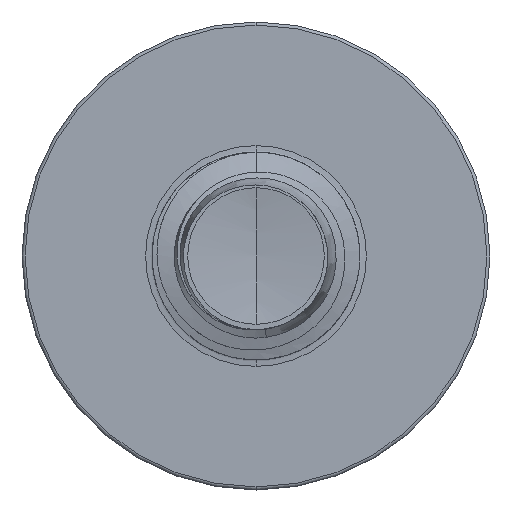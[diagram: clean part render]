
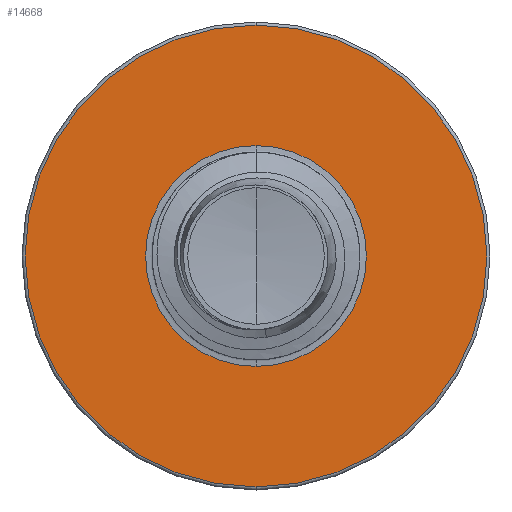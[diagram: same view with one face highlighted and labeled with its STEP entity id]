
A CAD part, front view. The second image highlights one B-rep face of the part: STEP entity #14668.
In plain terms, the highlighted planar face has unit normal (0, -1, 0).
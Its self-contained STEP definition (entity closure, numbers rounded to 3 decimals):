
#719 = DIRECTION ( 'NONE',  ( 0., 1., 0. ) ) ;
#1693 = AXIS2_PLACEMENT_3D ( 'NONE', #21304, #10416, #23103 ) ;
#1933 = DIRECTION ( 'NONE',  ( 0., 1., 0. ) ) ;
#2228 = DIRECTION ( 'NONE',  ( 0., 1., 0. ) ) ;
#2662 = VERTEX_POINT ( 'NONE', #10076 ) ;
#3761 = AXIS2_PLACEMENT_3D ( 'NONE', #12910, #1933, #14782 ) ;
#4349 = CIRCLE ( 'NONE', #11529, 6.66 ) ;
#5428 = CARTESIAN_POINT ( 'NONE',  ( 0., 10., 6.66 ) ) ;
#7199 = EDGE_CURVE ( 'NONE', #7842, #9594, #15222, .T. ) ;
#7614 = EDGE_CURVE ( 'NONE', #9594, #7842, #4349, .T. ) ;
#7642 = EDGE_CURVE ( 'NONE', #10082, #2662, #8658, .T. ) ;
#7842 = VERTEX_POINT ( 'NONE', #17526 ) ;
#8236 = EDGE_CURVE ( 'NONE', #2662, #10082, #16074, .T. ) ;
#8272 = DIRECTION ( 'NONE',  ( 0., 1., 0. ) ) ;
#8339 = FACE_BOUND ( 'NONE', #12122, .T. ) ;
#8539 = ORIENTED_EDGE ( 'NONE', *, *, #7614, .F. ) ;
#8658 = CIRCLE ( 'NONE', #14003, 3.186 ) ;
#9176 = AXIS2_PLACEMENT_3D ( 'NONE', #16829, #2228, #15065 ) ;
#9594 = VERTEX_POINT ( 'NONE', #5428 ) ;
#10076 = CARTESIAN_POINT ( 'NONE',  ( 0., 10., -3.186 ) ) ;
#10082 = VERTEX_POINT ( 'NONE', #11205 ) ;
#10416 = DIRECTION ( 'NONE',  ( 0., 1., 0. ) ) ;
#11205 = CARTESIAN_POINT ( 'NONE',  ( 0., 10., 3.186 ) ) ;
#11529 = AXIS2_PLACEMENT_3D ( 'NONE', #11712, #719, #13574 ) ;
#11712 = CARTESIAN_POINT ( 'NONE',  ( 0., 10., 0. ) ) ;
#12122 = EDGE_LOOP ( 'NONE', ( #18234, #22987 ) ) ;
#12910 = CARTESIAN_POINT ( 'NONE',  ( 0., 10., 0. ) ) ;
#13123 = PLANE ( 'NONE',  #9176 ) ;
#13352 = ORIENTED_EDGE ( 'NONE', *, *, #7199, .F. ) ;
#13574 = DIRECTION ( 'NONE',  ( 0., 0., 1. ) ) ;
#13726 = FACE_OUTER_BOUND ( 'NONE', #17426, .T. ) ;
#14003 = AXIS2_PLACEMENT_3D ( 'NONE', #19176, #8272, #20963 ) ;
#14668 = ADVANCED_FACE ( 'NONE', ( #13726, #8339 ), #13123, .F. ) ;
#14782 = DIRECTION ( 'NONE',  ( 0., 0., 1. ) ) ;
#15065 = DIRECTION ( 'NONE',  ( 0., 0., 1. ) ) ;
#15222 = CIRCLE ( 'NONE', #1693, 6.66 ) ;
#16074 = CIRCLE ( 'NONE', #3761, 3.186 ) ;
#16829 = CARTESIAN_POINT ( 'NONE',  ( 0., 10., -3.186 ) ) ;
#17426 = EDGE_LOOP ( 'NONE', ( #8539, #13352 ) ) ;
#17526 = CARTESIAN_POINT ( 'NONE',  ( 0., 10., -6.66 ) ) ;
#18234 = ORIENTED_EDGE ( 'NONE', *, *, #7642, .T. ) ;
#19176 = CARTESIAN_POINT ( 'NONE',  ( 0., 10., 0. ) ) ;
#20963 = DIRECTION ( 'NONE',  ( 0., 0., 1. ) ) ;
#21304 = CARTESIAN_POINT ( 'NONE',  ( 0., 10., 0. ) ) ;
#22987 = ORIENTED_EDGE ( 'NONE', *, *, #8236, .T. ) ;
#23103 = DIRECTION ( 'NONE',  ( 0., 0., 1. ) ) ;
